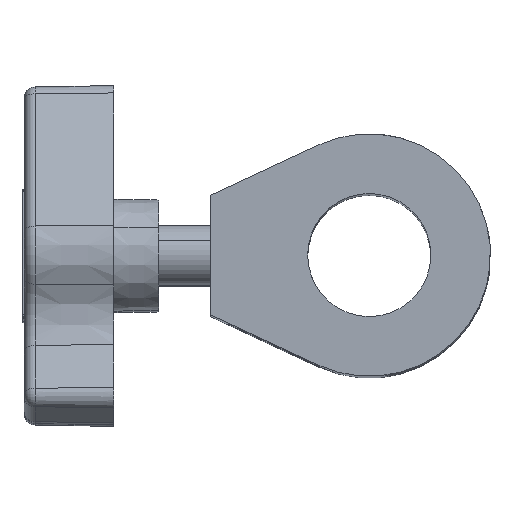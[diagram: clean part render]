
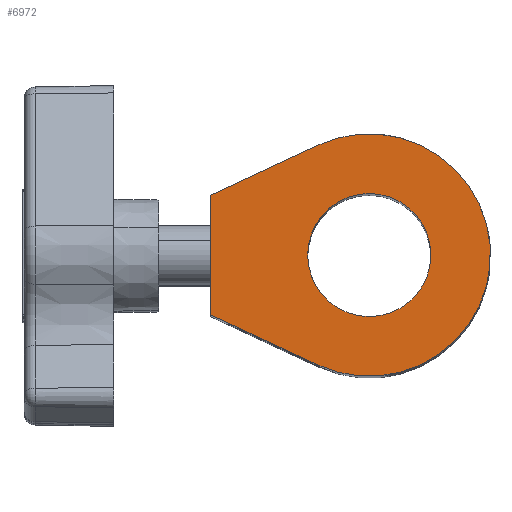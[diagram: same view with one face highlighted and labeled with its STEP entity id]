
A CAD part, top view. The second image highlights one B-rep face of the part: STEP entity #6972.
In plain terms, the highlighted planar face has unit normal (0, 0, 1).
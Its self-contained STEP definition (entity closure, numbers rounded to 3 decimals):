
#181 = DIRECTION ( 'NONE',  ( 1., 0., 0. ) ) ;
#435 = VECTOR ( 'NONE', #4364, 1000. ) ;
#1365 = CARTESIAN_POINT ( 'NONE',  ( 0., 0., 72.5 ) ) ;
#1404 = DIRECTION ( 'NONE',  ( 0., 0., 1. ) ) ;
#1418 = FACE_OUTER_BOUND ( 'NONE', #2820, .T. ) ;
#1490 = CIRCLE ( 'NONE', #6911, 16.25 ) ;
#1521 = ORIENTED_EDGE ( 'NONE', *, *, #4140, .F. ) ;
#1547 = CARTESIAN_POINT ( 'NONE',  ( -21.25, 8., 72.5 ) ) ;
#1611 = VERTEX_POINT ( 'NONE', #4319 ) ;
#1620 = LINE ( 'NONE', #7076, #2850 ) ;
#1639 = DIRECTION ( 'NONE',  ( 1., 0., 0. ) ) ;
#1835 = CARTESIAN_POINT ( 'NONE',  ( -6.885, -14.719, 72.5 ) ) ;
#2019 = CARTESIAN_POINT ( 'NONE',  ( 0., 0., 72.5 ) ) ;
#2051 = CIRCLE ( 'NONE', #7014, 8.25 ) ;
#2307 = LINE ( 'NONE', #6710, #435 ) ;
#2325 = DIRECTION ( 'NONE',  ( 0.906, -0.424, 0. ) ) ;
#2526 = DIRECTION ( 'NONE',  ( 0., 0., 1. ) ) ;
#2562 = ORIENTED_EDGE ( 'NONE', *, *, #7717, .T. ) ;
#2599 = LINE ( 'NONE', #5949, #4859 ) ;
#2807 = FACE_BOUND ( 'NONE', #5245, .T. ) ;
#2820 = EDGE_LOOP ( 'NONE', ( #6683, #2562, #4148, #5194 ) ) ;
#2828 = DIRECTION ( 'NONE',  ( 0., 0., 1. ) ) ;
#2835 = CARTESIAN_POINT ( 'NONE',  ( -8.25, 0., 72.5 ) ) ;
#2850 = VECTOR ( 'NONE', #5347, 1000. ) ;
#2855 = EDGE_CURVE ( 'NONE', #4645, #1611, #1620, .T. ) ;
#3019 = VERTEX_POINT ( 'NONE', #1835 ) ;
#3141 = DIRECTION ( 'NONE',  ( 0., 0., 1. ) ) ;
#3437 = VERTEX_POINT ( 'NONE', #3841 ) ;
#3525 = CARTESIAN_POINT ( 'NONE',  ( 0., 0., 72.5 ) ) ;
#3806 = AXIS2_PLACEMENT_3D ( 'NONE', #7332, #2526, #6703 ) ;
#3841 = CARTESIAN_POINT ( 'NONE',  ( 8.25, 0., 72.5 ) ) ;
#3940 = EDGE_CURVE ( 'NONE', #3019, #6512, #1490, .T. ) ;
#4140 = EDGE_CURVE ( 'NONE', #6631, #3437, #2051, .T. ) ;
#4148 = ORIENTED_EDGE ( 'NONE', *, *, #2855, .T. ) ;
#4319 = CARTESIAN_POINT ( 'NONE',  ( -21.25, -8., 72.5 ) ) ;
#4364 = DIRECTION ( 'NONE',  ( -0.906, -0.424, 0. ) ) ;
#4495 = ORIENTED_EDGE ( 'NONE', *, *, #7297, .F. ) ;
#4645 = VERTEX_POINT ( 'NONE', #1547 ) ;
#4859 = VECTOR ( 'NONE', #2325, 1000. ) ;
#5194 = ORIENTED_EDGE ( 'NONE', *, *, #7534, .T. ) ;
#5213 = AXIS2_PLACEMENT_3D ( 'NONE', #2019, #1404, #5663 ) ;
#5245 = EDGE_LOOP ( 'NONE', ( #1521, #4495 ) ) ;
#5347 = DIRECTION ( 'NONE',  ( 0., -1., 0. ) ) ;
#5663 = DIRECTION ( 'NONE',  ( 1., 0., 0. ) ) ;
#5949 = CARTESIAN_POINT ( 'NONE',  ( -21.25, -8., 72.5 ) ) ;
#6212 = PLANE ( 'NONE',  #5213 ) ;
#6512 = VERTEX_POINT ( 'NONE', #6936 ) ;
#6631 = VERTEX_POINT ( 'NONE', #2835 ) ;
#6683 = ORIENTED_EDGE ( 'NONE', *, *, #3940, .T. ) ;
#6703 = DIRECTION ( 'NONE',  ( 1., 0., 0. ) ) ;
#6710 = CARTESIAN_POINT ( 'NONE',  ( -21.25, 8., 72.5 ) ) ;
#6911 = AXIS2_PLACEMENT_3D ( 'NONE', #1365, #3141, #181 ) ;
#6936 = CARTESIAN_POINT ( 'NONE',  ( -6.885, 14.719, 72.5 ) ) ;
#6972 = ADVANCED_FACE ( 'NONE', ( #1418, #2807 ), #6212, .T. ) ;
#7014 = AXIS2_PLACEMENT_3D ( 'NONE', #3525, #2828, #1639 ) ;
#7076 = CARTESIAN_POINT ( 'NONE',  ( -21.25, 8., 72.5 ) ) ;
#7297 = EDGE_CURVE ( 'NONE', #3437, #6631, #7654, .T. ) ;
#7332 = CARTESIAN_POINT ( 'NONE',  ( 0., 0., 72.5 ) ) ;
#7534 = EDGE_CURVE ( 'NONE', #1611, #3019, #2599, .T. ) ;
#7654 = CIRCLE ( 'NONE', #3806, 8.25 ) ;
#7717 = EDGE_CURVE ( 'NONE', #6512, #4645, #2307, .T. ) ;
